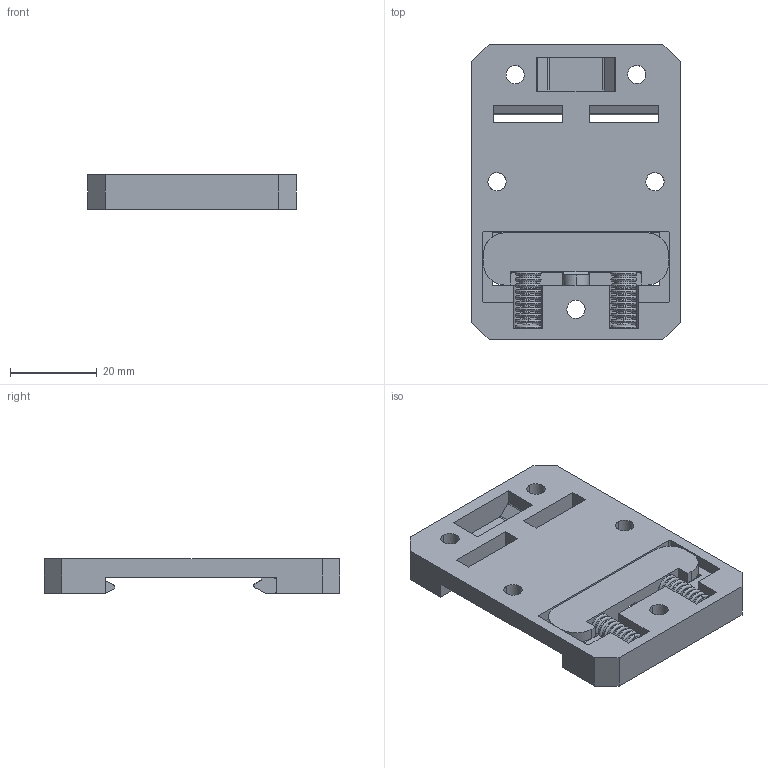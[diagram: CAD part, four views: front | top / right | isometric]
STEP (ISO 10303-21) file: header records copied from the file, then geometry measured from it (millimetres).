
FILE_DESCRIPTION(('CATIA V5R24 STEP','CAx-IF Rec.Pracs.--- Model Styling and Organization---1.2---2011-12-15'),'2;1');
FILE_NAME ('D1460547_0', '2017-05-04T10:59:25+00:00', ('Weidmueller Interface'), ('Weidmueller'), 'CATIA Version 5-6 Release 2014 SP4 HF52', 'CATIA V5 STEP AP214', 'none');
FILE_SCHEMA(('AUTOMOTIVE_DESIGN { 1 0 10303 214 1 1 1 1 }'));
Length unit declared in the file: millimetre
Products named in the file (1): v5-standard_part
Bounding box: 48 x 68 x 8 mm (x, y, z)
Volume: 15091.3 mm3; surface area: 11679.6 mm2
Topology: 4 solids, 4 shells, 298 faces, 850 edges, 560 vertices
Faces by surface type: plane 118, torus 108, cylinder 62, cone 10
Entity records: 10052 total; most frequent: CARTESIAN_POINT 2287, ORIENTED_EDGE 1700, DIRECTION 1413, EDGE_CURVE 850, AXIS2_PLACEMENT_3D 731, VERTEX_POINT 560, CIRCLE 429, VECTOR 382
